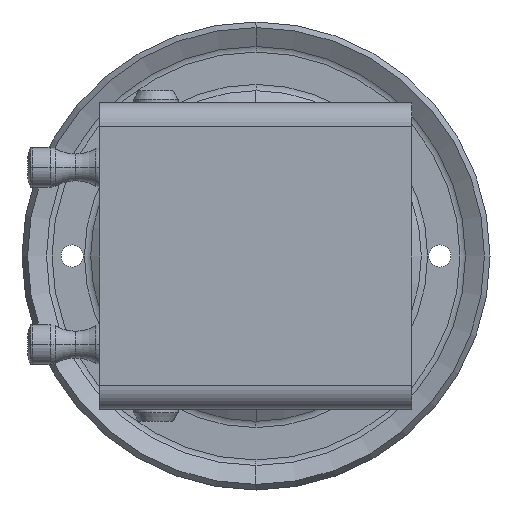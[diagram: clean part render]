
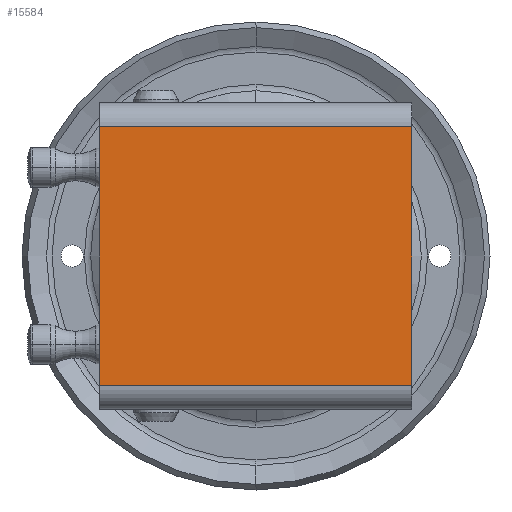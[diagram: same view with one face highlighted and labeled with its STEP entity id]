
A CAD part, front view. The second image highlights one B-rep face of the part: STEP entity #15584.
In plain terms, the highlighted face is planar.
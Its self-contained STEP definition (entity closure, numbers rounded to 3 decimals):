
#15584 = ADVANCED_FACE ( 'NONE', ( #24888 ), #24887, .T. ) ;
#15587 = EDGE_LOOP ( 'NONE', ( #15633, #15625, #15628, #15620 ) ) ;
#15601 = VERTEX_POINT ( 'NONE', #24981 ) ;
#15605 = VERTEX_POINT ( 'NONE', #25010 ) ;
#15612 = EDGE_CURVE ( 'NONE', #15601, #15605, #24982, .T. ) ;
#15620 = ORIENTED_EDGE ( 'NONE', *, *, #15612, .T. ) ;
#15625 = ORIENTED_EDGE ( 'NONE', *, *, #15630, .F. ) ;
#15626 = VERTEX_POINT ( 'NONE', #25016 ) ;
#15627 = EDGE_CURVE ( 'NONE', #15626, #15601, #25015, .T. ) ;
#15628 = ORIENTED_EDGE ( 'NONE', *, *, #15627, .T. ) ;
#15629 = VERTEX_POINT ( 'NONE', #25011 ) ;
#15630 = EDGE_CURVE ( 'NONE', #15626, #15629, #25062, .T. ) ;
#15633 = ORIENTED_EDGE ( 'NONE', *, *, #15634, .F. ) ;
#15634 = EDGE_CURVE ( 'NONE', #15629, #15605, #25058, .T. ) ;
#24887 = PLANE ( 'NONE',  #24894 ) ;
#24888 = FACE_OUTER_BOUND ( 'NONE', #15587, .T. ) ;
#24891 = DIRECTION ( 'NONE',  ( 0., 0., 1. ) ) ;
#24892 = DIRECTION ( 'NONE',  ( 0., 1., 0. ) ) ;
#24893 = CARTESIAN_POINT ( 'NONE',  ( 11., 144., -140. ) ) ;
#24894 = AXIS2_PLACEMENT_3D ( 'NONE', #24893, #24892, #24891 ) ;
#24981 = CARTESIAN_POINT ( 'NONE',  ( 11., 144., -140. ) ) ;
#24982 = LINE ( 'NONE', #25042, #25041 ) ;
#25010 = CARTESIAN_POINT ( 'NONE',  ( 11., 144., 0. ) ) ;
#25011 = CARTESIAN_POINT ( 'NONE',  ( 127., 144., 0. ) ) ;
#25012 = DIRECTION ( 'NONE',  ( -1., 0., 0. ) ) ;
#25013 = VECTOR ( 'NONE', #25012, 1000. ) ;
#25014 = CARTESIAN_POINT ( 'NONE',  ( 11., 144., -140. ) ) ;
#25015 = LINE ( 'NONE', #25014, #25013 ) ;
#25016 = CARTESIAN_POINT ( 'NONE',  ( 127., 144., -140. ) ) ;
#25040 = DIRECTION ( 'NONE',  ( 0., 0., 1. ) ) ;
#25041 = VECTOR ( 'NONE', #25040, 1000. ) ;
#25042 = CARTESIAN_POINT ( 'NONE',  ( 11., 144., -140. ) ) ;
#25055 = DIRECTION ( 'NONE',  ( -1., 0., 0. ) ) ;
#25056 = VECTOR ( 'NONE', #25055, 1000. ) ;
#25057 = CARTESIAN_POINT ( 'NONE',  ( 11., 144., 0. ) ) ;
#25058 = LINE ( 'NONE', #25057, #25056 ) ;
#25059 = DIRECTION ( 'NONE',  ( 0., 0., 1. ) ) ;
#25060 = VECTOR ( 'NONE', #25059, 1000. ) ;
#25061 = CARTESIAN_POINT ( 'NONE',  ( 127., 144., -140. ) ) ;
#25062 = LINE ( 'NONE', #25061, #25060 ) ;
